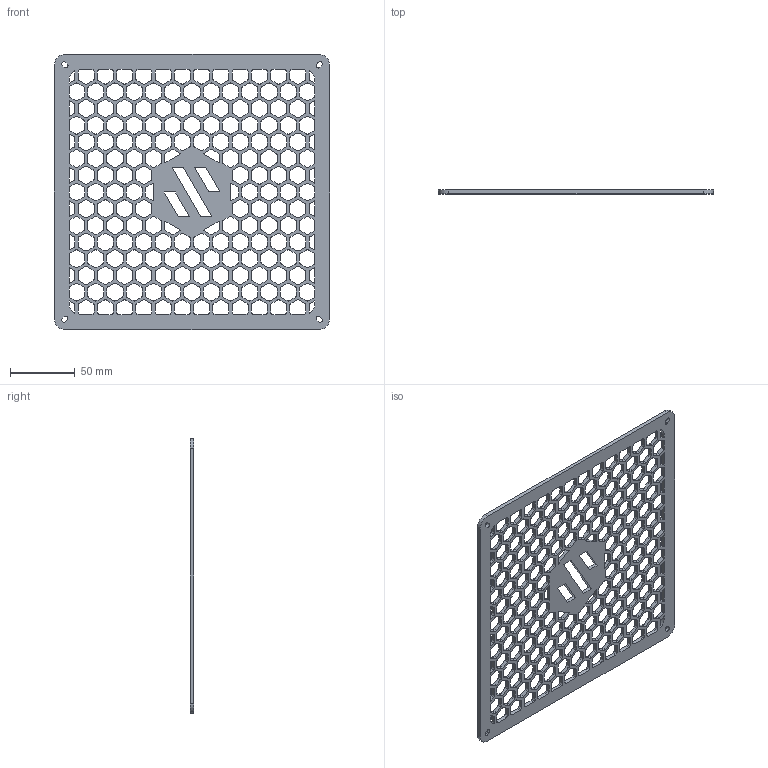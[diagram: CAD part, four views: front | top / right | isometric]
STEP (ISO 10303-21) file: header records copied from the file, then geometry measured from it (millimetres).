
FILE_DESCRIPTION(/* description */ ('STEP AP242','CAx-IF Rec.Pracs.---Representation and Presentation of Product Manufacturing Information (PMI)---4.0---2014-10-13','CAx-IF Rec.Pracs.---3D Tessellated Geometry---0.4---2014-09-14','2;1'),/* implementation_level */ '2;1');
FILE_NAME(/* name */ '662d5851b7a0167511ed7a2c',/* time_stamp */ '2024-04-27T19:56:04Z',/* author */ (''),/* organization */ (''),/* preprocessor_version */ 'ST-DEVELOPER v20',/* originating_system */ ' ',/* authorisation */ ' ');
FILE_SCHEMA (('AP242_MANAGED_MODEL_BASED_3D_ENGINEERING_MIM_LF { 1 0 10303 442 1 1 4 }'));
Products named in the file (1): Bottom Panel
Bounding box: 212.99 x 3 x 213 mm (x, y, z)
Volume: 63922.4 mm3; surface area: 69105.9 mm2
Topology: 1 solids, 1 shells, 2204 faces, 6606 edges, 4404 vertices
Faces by surface type: plane 1145, cylinder 1059
Entity records: 75618 total; most frequent: CARTESIAN_POINT 13215, ORIENTED_EDGE 13212, DIRECTION 13134, EDGE_CURVE 6606, LINE 4488, VECTOR 4488, VERTEX_POINT 4404, AXIS2_PLACEMENT_3D 4323
